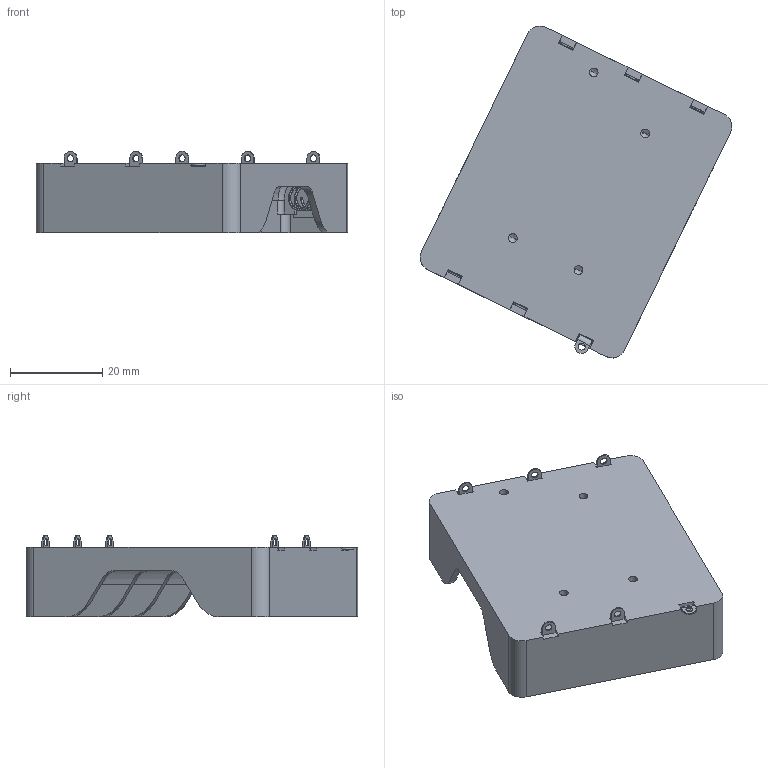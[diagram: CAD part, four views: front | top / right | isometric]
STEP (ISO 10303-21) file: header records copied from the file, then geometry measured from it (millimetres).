
FILE_DESCRIPTION (( 'STEP AP214' ), '1' );
FILE_NAME ('BatHolderCandelabra.STEP', '2022-12-11T10:03:29', ( '' ), ( '' ), 'SwSTEP 2.0', 'SolidWorks 2022', '' );
FILE_SCHEMA (( 'AUTOMOTIVE_DESIGN' ));
Length unit declared in the file: millimetre
Products named in the file (6): BatContactPlus; BatContactMinus; BatHolderCandelabra; BatContactPlusAngle; KL_BatteryHolder_x3AA; BatCase
Assembly tree (8 placements, depth 3):
  BatHolderCandelabra
    KL_BatteryHolder_x3AA
      BatCase
      BatContactPlusAngle
      BatContactPlus  x2
      BatContactMinus  x3
Bounding box: 67.64 x 72.03 x 17.6 mm (x, y, z)
Volume: 11914.8 mm3; surface area: 13904.7 mm2
Topology: 7 solids, 7 shells, 400 faces, 1144 edges, 748 vertices
Faces by surface type: plane 220, cylinder 128, torus 24, cone 14, bspline 14
Entity records: 11420 total; most frequent: CARTESIAN_POINT 2937, ORIENTED_EDGE 1772, DIRECTION 1724, EDGE_CURVE 886, LINE 602, VECTOR 602, VERTEX_POINT 582, AXIS2_PLACEMENT_3D 561
